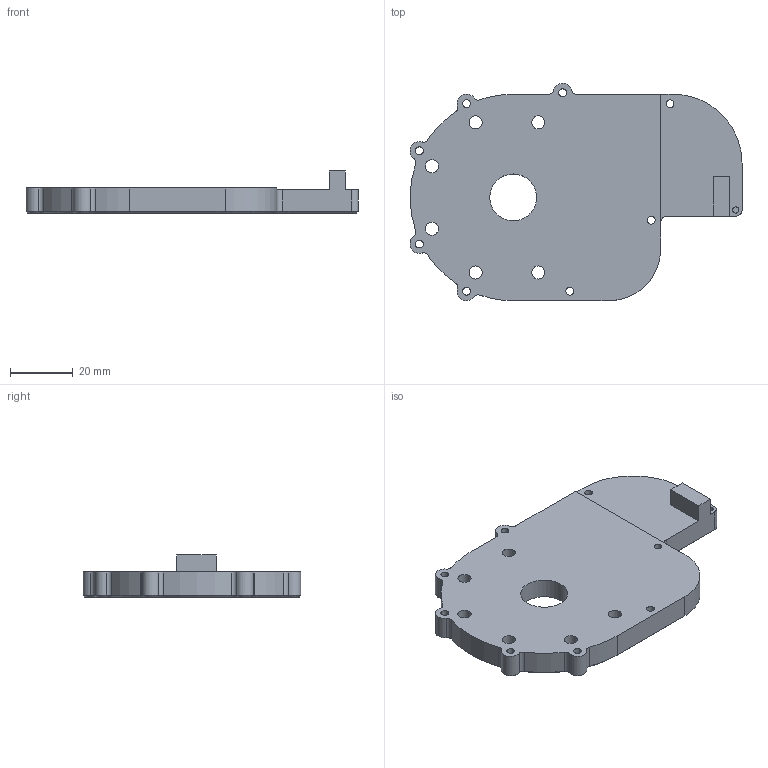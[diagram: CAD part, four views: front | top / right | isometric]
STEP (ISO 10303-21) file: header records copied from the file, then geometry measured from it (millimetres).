
FILE_DESCRIPTION(/* description */ (''),/* implementation_level */ '2;1');
FILE_NAME(/* name */ 'X8 Actuator Bottom.step',/* time_stamp */ '2022-11-02T23:09:19-05:00',/* author */ (''),/* organization */ (''),/* preprocessor_version */ 'ST-DEVELOPER v19.2',/* originating_system */ 'Autodesk Translation Framework v11.17.0.187',/* authorisation */ '');
FILE_SCHEMA (('AUTOMOTIVE_DESIGN { 1 0 10303 214 3 1 1 }'));
Length unit declared in the file: millimetre
Products named in the file (1): X8 Actuator Bottom
Bounding box: 106.14 x 69.5 x 13.44 mm (x, y, z)
Volume: 43156 mm3; surface area: 15143.7 mm2
Topology: 1 solids, 1 shells, 437 faces, 1156 edges, 760 vertices
Faces by surface type: plane 222, bspline 139, cylinder 50, cone 26
Full cylindrical faces by diameter (mm): 1.48 x1, 2 x1, 2.5 x8, 4.2 x6, 15 x1, 24.3 x1
Entity records: 19589 total; most frequent: CARTESIAN_POINT 9468, ORIENTED_EDGE 2310, DIRECTION 1600, EDGE_CURVE 1155, VERTEX_POINT 760, LINE 752, VECTOR 752, EDGE_LOOP 507
